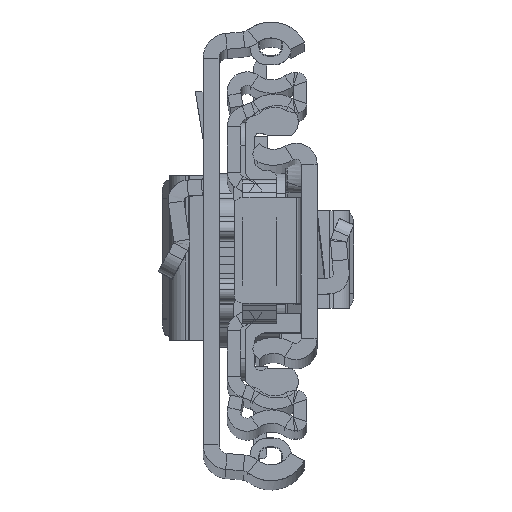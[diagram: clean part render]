
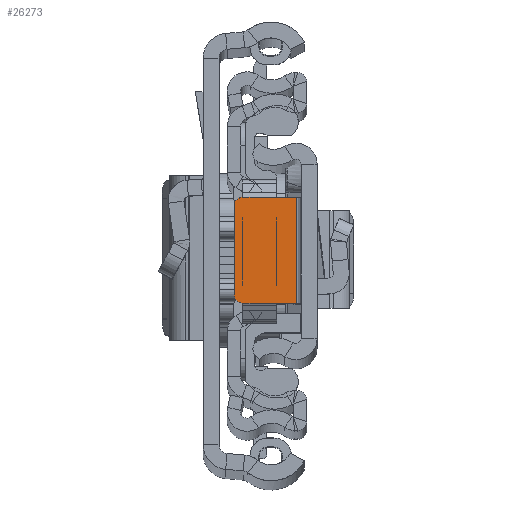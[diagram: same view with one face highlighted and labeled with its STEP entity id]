
A CAD part, top view. The second image highlights one B-rep face of the part: STEP entity #26273.
In plain terms, the highlighted planar face has unit normal (0, 0, 1).
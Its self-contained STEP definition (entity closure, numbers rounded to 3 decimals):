
#907 = VERTEX_POINT ( 'NONE', #19849 ) ;
#995 = DIRECTION ( 'NONE',  ( 0., 0., 1. ) ) ;
#1389 = DIRECTION ( 'NONE',  ( -1., 0., 0. ) ) ;
#1680 = VECTOR ( 'NONE', #1737, 1000. ) ;
#1737 = DIRECTION ( 'NONE',  ( 0., 1., 0. ) ) ;
#3066 = DIRECTION ( 'NONE',  ( 1., 0., 0. ) ) ;
#3161 = VECTOR ( 'NONE', #13913, 1000. ) ;
#3232 = DIRECTION ( 'NONE',  ( 1., 0., 0. ) ) ;
#3625 = CARTESIAN_POINT ( 'NONE',  ( -9.4, 5.151, -6.8 ) ) ;
#4110 = LINE ( 'NONE', #11240, #1680 ) ;
#4806 = VERTEX_POINT ( 'NONE', #3625 ) ;
#5049 = ORIENTED_EDGE ( 'NONE', *, *, #15020, .F. ) ;
#5883 = DIRECTION ( 'NONE',  ( 1., 0., 0. ) ) ;
#6633 = CARTESIAN_POINT ( 'NONE',  ( -8.4, -5.849, -6.8 ) ) ;
#7056 = VECTOR ( 'NONE', #5883, 1000. ) ;
#7574 = EDGE_CURVE ( 'NONE', #29717, #20690, #14279, .T. ) ;
#7757 = DIRECTION ( 'NONE',  ( 0., 0., 1. ) ) ;
#8219 = CARTESIAN_POINT ( 'NONE',  ( 0., 0., -6.8 ) ) ;
#10014 = EDGE_CURVE ( 'NONE', #11717, #14868, #28644, .T. ) ;
#11073 = EDGE_CURVE ( 'NONE', #11717, #4806, #27456, .T. ) ;
#11240 = CARTESIAN_POINT ( 'NONE',  ( -9.4, 6.151, -6.8 ) ) ;
#11717 = VERTEX_POINT ( 'NONE', #25718 ) ;
#12079 = CARTESIAN_POINT ( 'NONE',  ( -2.3, 6.151, -6.8 ) ) ;
#13913 = DIRECTION ( 'NONE',  ( 0., -1., 0. ) ) ;
#14279 = CIRCLE ( 'NONE', #16696, 1. ) ;
#14868 = VERTEX_POINT ( 'NONE', #27886 ) ;
#15020 = EDGE_CURVE ( 'NONE', #907, #20690, #22114, .T. ) ;
#16475 = LINE ( 'NONE', #12079, #3161 ) ;
#16696 = AXIS2_PLACEMENT_3D ( 'NONE', #28522, #7757, #3232 ) ;
#17172 = CARTESIAN_POINT ( 'NONE',  ( -9.4, -4.849, -6.8 ) ) ;
#17817 = AXIS2_PLACEMENT_3D ( 'NONE', #23843, #21252, #3066 ) ;
#18006 = VECTOR ( 'NONE', #1389, 1000. ) ;
#19233 = ORIENTED_EDGE ( 'NONE', *, *, #7574, .T. ) ;
#19842 = EDGE_CURVE ( 'NONE', #29717, #4806, #4110, .T. ) ;
#19849 = CARTESIAN_POINT ( 'NONE',  ( -2.3, -5.849, -6.8 ) ) ;
#19860 = ORIENTED_EDGE ( 'NONE', *, *, #19842, .F. ) ;
#20690 = VERTEX_POINT ( 'NONE', #6633 ) ;
#21252 = DIRECTION ( 'NONE',  ( 0., 0., 1. ) ) ;
#21672 = ORIENTED_EDGE ( 'NONE', *, *, #11073, .T. ) ;
#22114 = LINE ( 'NONE', #28930, #18006 ) ;
#22176 = PLANE ( 'NONE',  #27251 ) ;
#23843 = CARTESIAN_POINT ( 'NONE',  ( -8.4, 5.151, -6.8 ) ) ;
#24593 = EDGE_CURVE ( 'NONE', #14868, #907, #16475, .T. ) ;
#25718 = CARTESIAN_POINT ( 'NONE',  ( -8.4, 6.151, -6.8 ) ) ;
#26273 = ADVANCED_FACE ( 'NONE', ( #28987 ), #22176, .T. ) ;
#26709 = DIRECTION ( 'NONE',  ( 1., 0., 0. ) ) ;
#27251 = AXIS2_PLACEMENT_3D ( 'NONE', #8219, #995, #26709 ) ;
#27456 = CIRCLE ( 'NONE', #17817, 1. ) ;
#27886 = CARTESIAN_POINT ( 'NONE',  ( -2.3, 6.151, -6.8 ) ) ;
#28522 = CARTESIAN_POINT ( 'NONE',  ( -8.4, -4.849, -6.8 ) ) ;
#28644 = LINE ( 'NONE', #29091, #7056 ) ;
#28901 = ORIENTED_EDGE ( 'NONE', *, *, #24593, .F. ) ;
#28930 = CARTESIAN_POINT ( 'NONE',  ( -9.4, -5.849, -6.8 ) ) ;
#28987 = FACE_OUTER_BOUND ( 'NONE', #29645, .T. ) ;
#29091 = CARTESIAN_POINT ( 'NONE',  ( -1.8, 6.151, -6.8 ) ) ;
#29645 = EDGE_LOOP ( 'NONE', ( #19860, #19233, #5049, #28901, #29654, #21672 ) ) ;
#29654 = ORIENTED_EDGE ( 'NONE', *, *, #10014, .F. ) ;
#29717 = VERTEX_POINT ( 'NONE', #17172 ) ;
